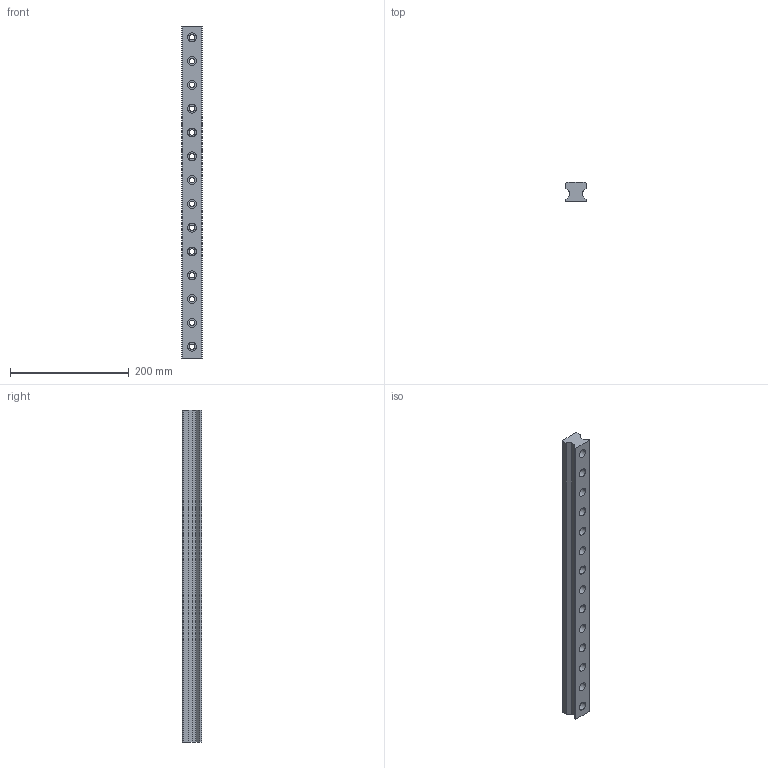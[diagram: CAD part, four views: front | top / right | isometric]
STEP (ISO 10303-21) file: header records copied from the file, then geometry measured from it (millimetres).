
FILE_DESCRIPTION (( 'STEP AP214' ), '1' );
FILE_NAME ('CAD_RMG35LC_Skena_Rollco.stp.STEP', '2022-06-23T09:06:23', ( '' ), ( '' ), 'SwSTEP 2.0', 'SolidWorks 2021', '' );
FILE_SCHEMA (( 'AUTOMOTIVE_DESIGN' ));
Length unit declared in the file: millimetre
Products named in the file (2): CAD_RMG35LC_Skena_Rollco.stp; Monoguida MG35 clienti.stp
Assembly tree (1 placements, depth 2):
  CAD_RMG35LC_Skena_Rollco.stp
    Monoguida MG35 clienti.stp
Bounding box: 34 x 32 x 558 mm (x, y, z)
Volume: 455533.2 mm3; surface area: 95649.2 mm2
Topology: 1 solids, 1 shells, 92 faces, 228 edges, 152 vertices
Faces by surface type: bspline 70, plane 22
Entity records: 3578 total; most frequent: CARTESIAN_POINT 1526, ORIENTED_EDGE 456, DIRECTION 336, EDGE_CURVE 228, VERTEX_POINT 152, AXIS2_PLACEMENT_3D 138, EDGE_LOOP 134, CIRCLE 112
